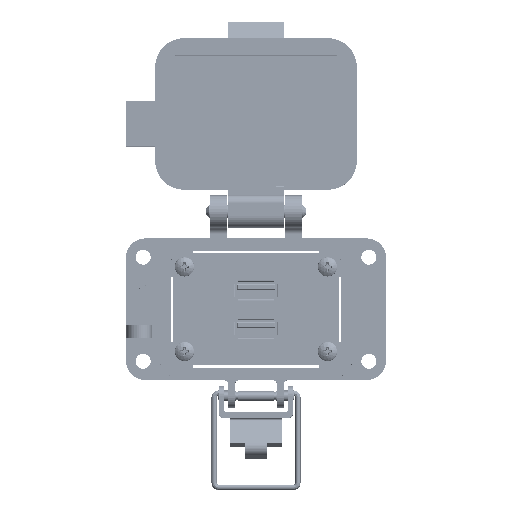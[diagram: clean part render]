
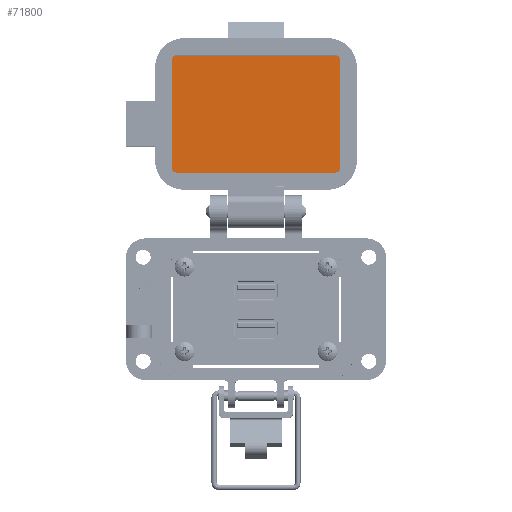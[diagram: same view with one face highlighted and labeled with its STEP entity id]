
A CAD part, top view. The second image highlights one B-rep face of the part: STEP entity #71800.
In plain terms, the highlighted planar face has unit normal (0, 0, 1).
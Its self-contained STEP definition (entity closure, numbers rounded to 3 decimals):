
#1088 = ORIENTED_EDGE ( 'NONE', *, *, #76714, .F. ) ;
#1198 = VECTOR ( 'NONE', #23677, 1000. ) ;
#4418 = VERTEX_POINT ( 'NONE', #77849 ) ;
#4540 = DIRECTION ( 'NONE',  ( 0., 1., 0. ) ) ;
#4542 = AXIS2_PLACEMENT_3D ( 'NONE', #34697, #79478, #35925 ) ;
#7374 = CARTESIAN_POINT ( 'NONE',  ( 24.827, 85.458, -23.97 ) ) ;
#8415 = CARTESIAN_POINT ( 'NONE',  ( -25.885, 84.4, -23.97 ) ) ;
#8561 = CIRCLE ( 'NONE', #74687, 1.057 ) ;
#11107 = CARTESIAN_POINT ( 'NONE',  ( -24.827, 84.4, -23.97 ) ) ;
#11406 = VERTEX_POINT ( 'NONE', #7374 ) ;
#11984 = CIRCLE ( 'NONE', #68891, 1.057 ) ;
#13636 = VECTOR ( 'NONE', #52695, 1000. ) ;
#13641 = VERTEX_POINT ( 'NONE', #8415 ) ;
#14137 = EDGE_LOOP ( 'NONE', ( #18810, #24629, #46475, #65483, #76251, #63402, #1088, #19567 ) ) ;
#15192 = LINE ( 'NONE', #29246, #33735 ) ;
#15785 = CARTESIAN_POINT ( 'NONE',  ( 0., 85.458, -23.97 ) ) ;
#16129 = EDGE_CURVE ( 'NONE', #69288, #11406, #34821, .T. ) ;
#16421 = DIRECTION ( 'NONE',  ( 0., 1., 0. ) ) ;
#17214 = DIRECTION ( 'NONE',  ( 0., -1., 0. ) ) ;
#18810 = ORIENTED_EDGE ( 'NONE', *, *, #54215, .F. ) ;
#19567 = ORIENTED_EDGE ( 'NONE', *, *, #16129, .F. ) ;
#23677 = DIRECTION ( 'NONE',  ( -1., 0., 0. ) ) ;
#24629 = ORIENTED_EDGE ( 'NONE', *, *, #81166, .F. ) ;
#28907 = DIRECTION ( 'NONE',  ( 0., 0., -1. ) ) ;
#29070 = CARTESIAN_POINT ( 'NONE',  ( 0., 49.199, -23.97 ) ) ;
#29237 = LINE ( 'NONE', #41662, #62701 ) ;
#29246 = CARTESIAN_POINT ( 'NONE',  ( -25.885, 67.329, -23.97 ) ) ;
#32171 = DIRECTION ( 'NONE',  ( 0., 0., -1. ) ) ;
#33735 = VECTOR ( 'NONE', #16421, 1000. ) ;
#34697 = CARTESIAN_POINT ( 'NONE',  ( -24.827, 50.257, -23.97 ) ) ;
#34808 = AXIS2_PLACEMENT_3D ( 'NONE', #74734, #36170, #61511 ) ;
#34821 = LINE ( 'NONE', #15785, #13636 ) ;
#35840 = EDGE_CURVE ( 'NONE', #4418, #53623, #80455, .T. ) ;
#35925 = DIRECTION ( 'NONE',  ( -1., 0., 0. ) ) ;
#35954 = CARTESIAN_POINT ( 'NONE',  ( 25.885, 50.257, -23.97 ) ) ;
#36170 = DIRECTION ( 'NONE',  ( 0., 0., -1. ) ) ;
#37698 = EDGE_CURVE ( 'NONE', #53623, #47386, #54790, .T. ) ;
#39299 = EDGE_CURVE ( 'NONE', #76546, #72926, #29237, .T. ) ;
#41662 = CARTESIAN_POINT ( 'NONE',  ( 25.885, 67.329, -23.97 ) ) ;
#42371 = CARTESIAN_POINT ( 'NONE',  ( -24.827, 49.199, -23.97 ) ) ;
#42540 = DIRECTION ( 'NONE',  ( -1., 0., 0. ) ) ;
#46475 = ORIENTED_EDGE ( 'NONE', *, *, #37698, .F. ) ;
#47173 = PLANE ( 'NONE',  #62253 ) ;
#47386 = VERTEX_POINT ( 'NONE', #48649 ) ;
#48649 = CARTESIAN_POINT ( 'NONE',  ( -25.885, 50.257, -23.97 ) ) ;
#52695 = DIRECTION ( 'NONE',  ( 1., 0., 0. ) ) ;
#53623 = VERTEX_POINT ( 'NONE', #42371 ) ;
#54215 = EDGE_CURVE ( 'NONE', #13641, #69288, #8561, .T. ) ;
#54790 = CIRCLE ( 'NONE', #4542, 1.057 ) ;
#57331 = CIRCLE ( 'NONE', #34808, 1.057 ) ;
#57466 = DIRECTION ( 'NONE',  ( -1., 0., 0. ) ) ;
#60477 = EDGE_CURVE ( 'NONE', #72926, #4418, #11984, .T. ) ;
#60669 = CARTESIAN_POINT ( 'NONE',  ( 25.885, 84.4, -23.97 ) ) ;
#61275 = DIRECTION ( 'NONE',  ( 0., 0., -1. ) ) ;
#61511 = DIRECTION ( 'NONE',  ( -1., 0., 0. ) ) ;
#62253 = AXIS2_PLACEMENT_3D ( 'NONE', #67493, #61275, #4540 ) ;
#62701 = VECTOR ( 'NONE', #17214, 1000. ) ;
#63402 = ORIENTED_EDGE ( 'NONE', *, *, #39299, .F. ) ;
#63682 = CARTESIAN_POINT ( 'NONE',  ( 24.827, 50.257, -23.97 ) ) ;
#65483 = ORIENTED_EDGE ( 'NONE', *, *, #35840, .F. ) ;
#67493 = CARTESIAN_POINT ( 'NONE',  ( 0., 67.329, -23.97 ) ) ;
#68891 = AXIS2_PLACEMENT_3D ( 'NONE', #63682, #32171, #57466 ) ;
#69288 = VERTEX_POINT ( 'NONE', #78835 ) ;
#71800 = ADVANCED_FACE ( 'NONE', ( #72863 ), #47173, .F. ) ;
#72863 = FACE_OUTER_BOUND ( 'NONE', #14137, .T. ) ;
#72926 = VERTEX_POINT ( 'NONE', #35954 ) ;
#74687 = AXIS2_PLACEMENT_3D ( 'NONE', #11107, #28907, #42540 ) ;
#74734 = CARTESIAN_POINT ( 'NONE',  ( 24.827, 84.4, -23.97 ) ) ;
#76251 = ORIENTED_EDGE ( 'NONE', *, *, #60477, .F. ) ;
#76546 = VERTEX_POINT ( 'NONE', #60669 ) ;
#76714 = EDGE_CURVE ( 'NONE', #11406, #76546, #57331, .T. ) ;
#77849 = CARTESIAN_POINT ( 'NONE',  ( 24.828, 49.199, -23.97 ) ) ;
#78835 = CARTESIAN_POINT ( 'NONE',  ( -24.827, 85.458, -23.97 ) ) ;
#79478 = DIRECTION ( 'NONE',  ( 0., 0., -1. ) ) ;
#80455 = LINE ( 'NONE', #29070, #1198 ) ;
#81166 = EDGE_CURVE ( 'NONE', #47386, #13641, #15192, .T. ) ;
